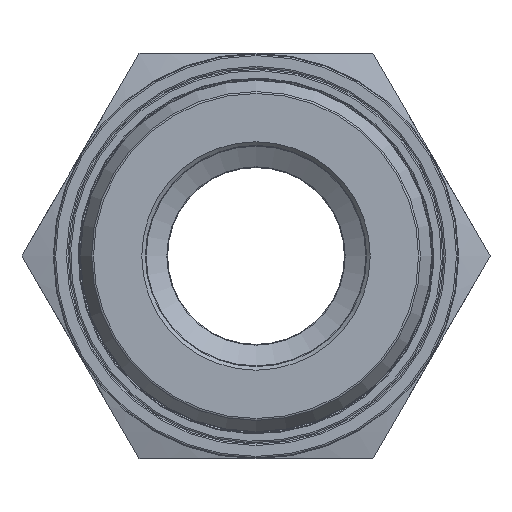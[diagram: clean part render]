
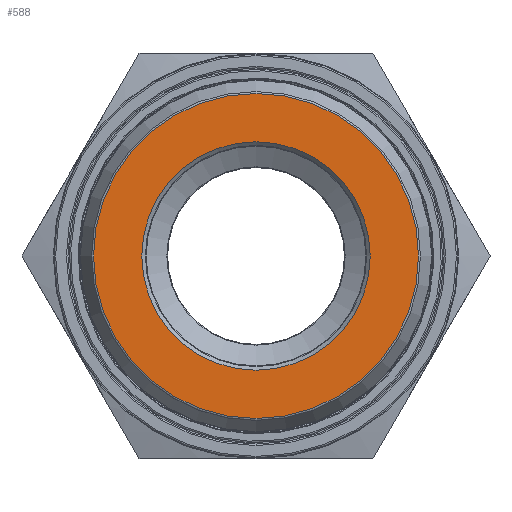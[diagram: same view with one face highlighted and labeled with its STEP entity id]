
A CAD part, left-side view. The second image highlights one B-rep face of the part: STEP entity #588.
In plain terms, the highlighted planar face has unit normal (-1, 0, 0).
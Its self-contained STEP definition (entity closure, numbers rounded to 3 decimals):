
#401=FACE_BOUND('',#722,.T.);
#402=FACE_BOUND('',#723,.T.);
#517=CIRCLE('',#1407,15.5);
#518=CIRCLE('',#1408,22.052);
#588=ADVANCED_FACE('',(#401,#402),#657,.T.);
#657=PLANE('',#1409);
#722=EDGE_LOOP('',(#963));
#723=EDGE_LOOP('',(#964));
#963=ORIENTED_EDGE('',*,*,#1273,.T.);
#964=ORIENTED_EDGE('',*,*,#1274,.T.);
#1156=VERTEX_POINT('',#2126);
#1157=VERTEX_POINT('',#2128);
#1273=EDGE_CURVE('',#1156,#1156,#517,.T.);
#1274=EDGE_CURVE('',#1157,#1157,#518,.T.);
#1407=AXIS2_PLACEMENT_3D('',#2125,#1616,#1617);
#1408=AXIS2_PLACEMENT_3D('',#2127,#1618,#1619);
#1409=AXIS2_PLACEMENT_3D('',#2129,#1620,#1621);
#1616=DIRECTION('',(1.,0.,0.));
#1617=DIRECTION('',(0.,0.,1.));
#1618=DIRECTION('',(-1.,0.,0.));
#1619=DIRECTION('',(0.,0.,1.));
#1620=DIRECTION('',(-1.,0.,0.));
#1621=DIRECTION('',(0.,0.,1.));
#2125=CARTESIAN_POINT('',(0.,0.,0.));
#2126=CARTESIAN_POINT('',(0.,0.,15.5));
#2127=CARTESIAN_POINT('',(0.,0.,0.));
#2128=CARTESIAN_POINT('',(0.,0.,22.052));
#2129=CARTESIAN_POINT('',(0.,0.,0.));
